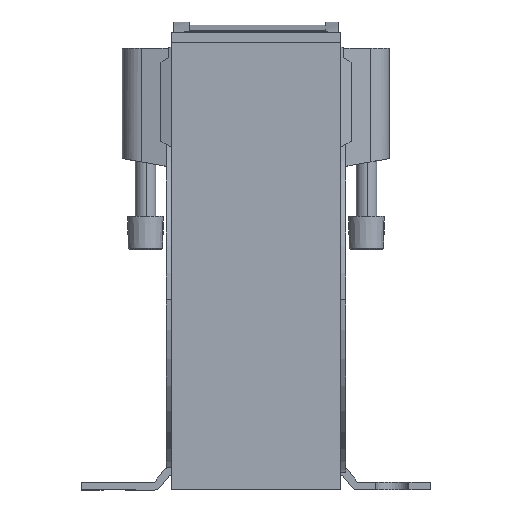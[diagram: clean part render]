
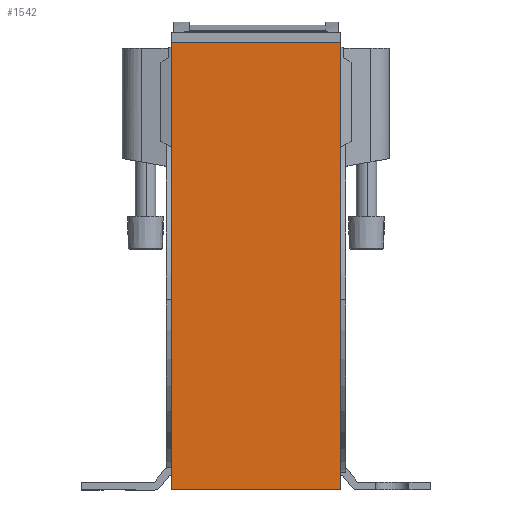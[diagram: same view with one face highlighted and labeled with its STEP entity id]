
A CAD part, left-side view. The second image highlights one B-rep face of the part: STEP entity #1542.
In plain terms, the highlighted planar face has unit normal (-1, 0, 0).
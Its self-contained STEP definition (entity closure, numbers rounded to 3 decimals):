
#1534=AXIS2_PLACEMENT_3D('Plane Axis2P3D',#1531,#1532,#1533) ;
#309=CARTESIAN_POINT('Vertex',(0.,50.5,0.)) ;
#312=CARTESIAN_POINT('Line Origine',(0.,50.5,43.5)) ;
#316=CARTESIAN_POINT('Vertex',(0.,50.5,87.)) ;
#827=CARTESIAN_POINT('Vertex',(0.,17.5,87.)) ;
#830=CARTESIAN_POINT('Line Origine',(0.,17.5,43.5)) ;
#834=CARTESIAN_POINT('Vertex',(0.,17.5,0.)) ;
#1205=CARTESIAN_POINT('Line Origine',(0.,34.,87.)) ;
#1518=CARTESIAN_POINT('Line Origine',(0.,34.,0.)) ;
#1531=CARTESIAN_POINT('Axis2P3D Location',(0.,41.5,0.)) ;
#313=DIRECTION('Vector Direction',(0.,0.,1.)) ;
#831=DIRECTION('Vector Direction',(0.,0.,1.)) ;
#1206=DIRECTION('Vector Direction',(0.,-1.,0.)) ;
#1519=DIRECTION('Vector Direction',(0.,-1.,0.)) ;
#1532=DIRECTION('Axis2P3D Direction',(1.,0.,0.)) ;
#1533=DIRECTION('Axis2P3D XDirection',(0.,0.,1.)) ;
#314=VECTOR('Line Direction',#313,1.) ;
#832=VECTOR('Line Direction',#831,1.) ;
#1207=VECTOR('Line Direction',#1206,1.) ;
#1520=VECTOR('Line Direction',#1519,1.) ;
#1537=ORIENTED_EDGE('',*,*,#836,.T.) ;
#1538=ORIENTED_EDGE('',*,*,#1209,.F.) ;
#1539=ORIENTED_EDGE('',*,*,#318,.F.) ;
#1540=ORIENTED_EDGE('',*,*,#1522,.T.) ;
#1542=ADVANCED_FACE('STROMWANDLER',(#1541),#1535,.F.) ;
#318=EDGE_CURVE('',#310,#317,#315,.T.) ;
#836=EDGE_CURVE('',#835,#828,#833,.T.) ;
#1209=EDGE_CURVE('',#317,#828,#1208,.T.) ;
#1522=EDGE_CURVE('',#310,#835,#1521,.T.) ;
#1536=EDGE_LOOP('',(#1537,#1538,#1539,#1540)) ;
#1541=FACE_OUTER_BOUND('',#1536,.T.) ;
#315=LINE('Line',#312,#314) ;
#833=LINE('Line',#830,#832) ;
#1208=LINE('Line',#1205,#1207) ;
#1521=LINE('Line',#1518,#1520) ;
#1535=PLANE('',#1534) ;
#310=VERTEX_POINT('',#309) ;
#317=VERTEX_POINT('',#316) ;
#828=VERTEX_POINT('',#827) ;
#835=VERTEX_POINT('',#834) ;
